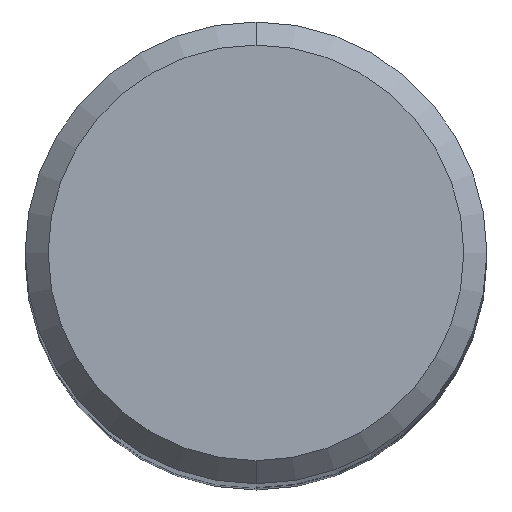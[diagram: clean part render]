
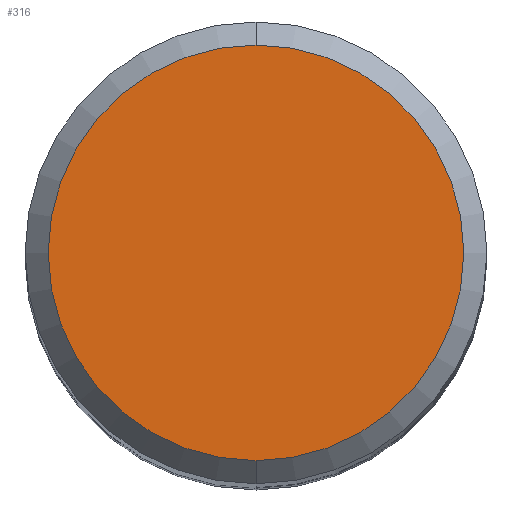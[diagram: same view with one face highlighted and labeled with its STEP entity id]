
A CAD part, top view. The second image highlights one B-rep face of the part: STEP entity #316.
In plain terms, the highlighted planar face has unit normal (0, 0, 1).
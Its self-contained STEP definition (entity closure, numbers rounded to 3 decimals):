
#186=EDGE_CURVE('',#408,#296,#481,.T.);
#296=VERTEX_POINT('',#600);
#316=ADVANCED_FACE('',(#620),#621,.T.);
#408=VERTEX_POINT('',#727);
#410=EDGE_CURVE('',#296,#408,#729,.T.);
#481=CIRCLE('',#825,4.5);
#600=CARTESIAN_POINT('',(0.0,4.5,0.0));
#620=FACE_OUTER_BOUND('',#1065,.T.);
#621=PLANE('',#1066);
#727=CARTESIAN_POINT('',(0.,-4.5,0.0));
#729=CIRCLE('',#1307,4.5);
#825=AXIS2_PLACEMENT_3D('',#1441,#1442,#1443);
#1065=EDGE_LOOP('',(#1570,#1571));
#1066=AXIS2_PLACEMENT_3D('',#1572,#1573,#1574);
#1307=AXIS2_PLACEMENT_3D('',#1706,#1707,#1708);
#1441=CARTESIAN_POINT('',(0.0,0.0,0.0));
#1442=DIRECTION('',(0.0,0.0,-1.0));
#1443=DIRECTION('',(0.0,1.0,0.0));
#1570=ORIENTED_EDGE('',*,*,#410,.F.);
#1571=ORIENTED_EDGE('',*,*,#186,.F.);
#1572=CARTESIAN_POINT('',(0.0,2.25,0.0));
#1573=DIRECTION('',(-0.0,0.0,1.0));
#1574=DIRECTION('',(0.0,-1.0,0.0));
#1706=CARTESIAN_POINT('',(0.0,0.0,0.0));
#1707=DIRECTION('',(0.0,0.0,-1.0));
#1708=DIRECTION('',(0.0,1.0,0.0));
